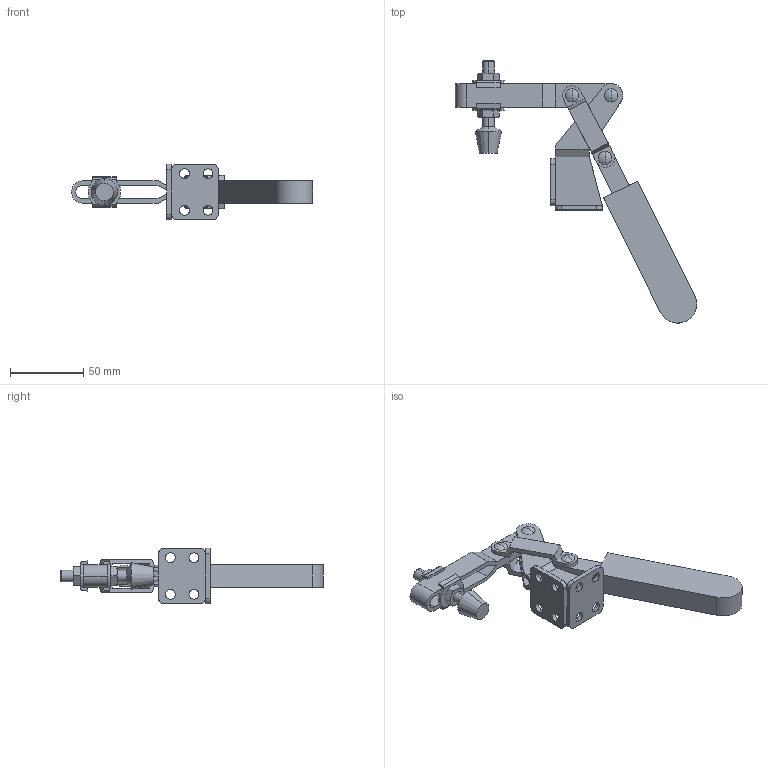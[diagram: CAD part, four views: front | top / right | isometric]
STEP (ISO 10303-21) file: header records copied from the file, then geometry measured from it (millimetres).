
FILE_DESCRIPTION (( 'STEP AP214' ), '1' );
FILE_NAME ('GH-20820(Â²¤Æ).STEP', '2020-07-17T07:03:48', ( 'LinWei' ), ( '' ), 'SwSTEP 2.0', 'SolidWorks 2016', '' );
FILE_SCHEMA (( 'AUTOMOTIVE_DESIGN' ));
Length unit declared in the file: millimetre
Products named in the file (6): 12082008-1^GH-20820(簡化); Group5^GH-20820(簡化); Group4^GH-20820(簡化); Group2^GH-20820(簡化); Group1^GH-20820(簡化); GH-20820(簡化)
Assembly tree (5 placements, depth 2):
  GH-20820(簡化)
    Group1^GH-20820(簡化)
    Group2^GH-20820(簡化)
    Group4^GH-20820(簡化)
    Group5^GH-20820(簡化)
    12082008-1^GH-20820(簡化)
Bounding box: 164.23 x 178.46 x 38 mm (x, y, z)
Volume: 84828.5 mm3; surface area: 40991.6 mm2
Topology: 5 solids, 6 shells, 264 faces, 670 edges, 435 vertices
Faces by surface type: plane 135, cylinder 89, cone 32, sphere 8
Entity records: 9097 total; most frequent: CARTESIAN_POINT 1521, DIRECTION 1392, ORIENTED_EDGE 1340, EDGE_CURVE 670, AXIS2_PLACEMENT_3D 498, VERTEX_POINT 435, LINE 396, VECTOR 396
